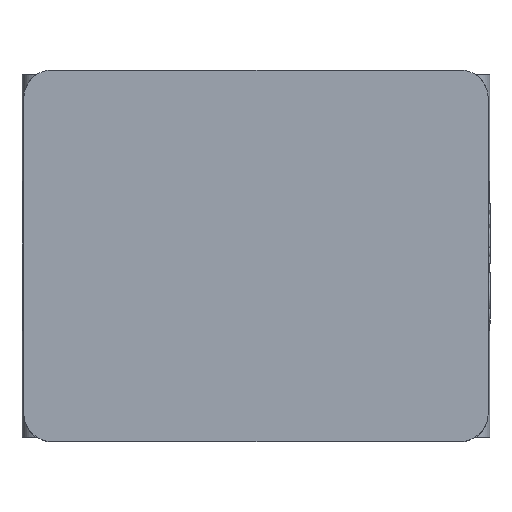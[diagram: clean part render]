
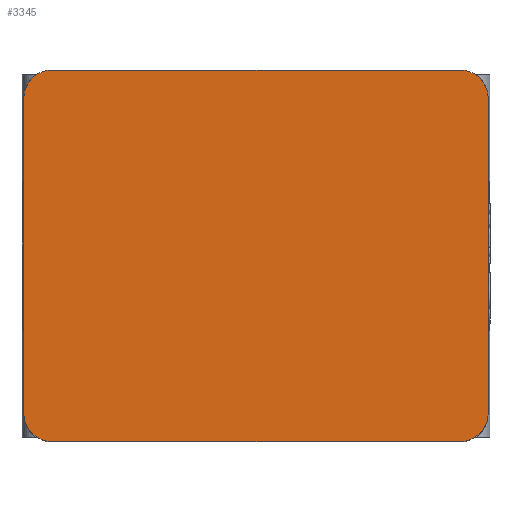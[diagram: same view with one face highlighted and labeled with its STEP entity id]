
A CAD part, top view. The second image highlights one B-rep face of the part: STEP entity #3345.
In plain terms, the highlighted planar face has unit normal (0, 0, 1).
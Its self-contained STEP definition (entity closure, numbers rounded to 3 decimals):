
#902 = CIRCLE ( 'NONE', #9520, 0.15 ) ;
#1224 = AXIS2_PLACEMENT_3D ( 'NONE', #4815, #9804, #14777 ) ;
#1292 = VERTEX_POINT ( 'NONE', #6686 ) ;
#1571 = FACE_OUTER_BOUND ( 'NONE', #12691, .T. ) ;
#1583 = DIRECTION ( 'NONE',  ( 1., 0., 0. ) ) ;
#1663 = PLANE ( 'NONE',  #7652 ) ;
#1814 = DIRECTION ( 'NONE',  ( 1., 0., 0. ) ) ;
#2251 = CARTESIAN_POINT ( 'NONE',  ( -1.25, 0.85, 1.2 ) ) ;
#2437 = CARTESIAN_POINT ( 'NONE',  ( 1.25, -0.85, 1.2 ) ) ;
#2855 = ORIENTED_EDGE ( 'NONE', *, *, #14620, .T. ) ;
#2948 = LINE ( 'NONE', #6616, #6194 ) ;
#3032 = ORIENTED_EDGE ( 'NONE', *, *, #11405, .T. ) ;
#3266 = DIRECTION ( 'NONE',  ( 0., 0., 1. ) ) ;
#3345 = ADVANCED_FACE ( 'NONE', ( #1571 ), #1663, .T. ) ;
#3698 = VECTOR ( 'NONE', #13847, 1000. ) ;
#3753 = VERTEX_POINT ( 'NONE', #2437 ) ;
#4020 = DIRECTION ( 'NONE',  ( 0., 1., 0. ) ) ;
#4339 = EDGE_CURVE ( 'NONE', #3753, #5707, #2948, .T. ) ;
#4607 = CARTESIAN_POINT ( 'NONE',  ( 1.1, -0.85, 1.2 ) ) ;
#4815 = CARTESIAN_POINT ( 'NONE',  ( 1.1, 0.85, 1.2 ) ) ;
#4879 = CARTESIAN_POINT ( 'NONE',  ( -1.1, 1., 1.2 ) ) ;
#5081 = VERTEX_POINT ( 'NONE', #6006 ) ;
#5118 = EDGE_CURVE ( 'NONE', #5707, #1292, #12438, .T. ) ;
#5269 = LINE ( 'NONE', #12702, #10264 ) ;
#5707 = VERTEX_POINT ( 'NONE', #9485 ) ;
#5764 = AXIS2_PLACEMENT_3D ( 'NONE', #4607, #11866, #8348 ) ;
#6006 = CARTESIAN_POINT ( 'NONE',  ( 1.1, -1., 1.2 ) ) ;
#6194 = VECTOR ( 'NONE', #4020, 1000. ) ;
#6340 = CARTESIAN_POINT ( 'NONE',  ( -1.25, -0.85, 1.2 ) ) ;
#6393 = VECTOR ( 'NONE', #12768, 1000. ) ;
#6410 = VERTEX_POINT ( 'NONE', #7076 ) ;
#6612 = DIRECTION ( 'NONE',  ( 0., 0., 1. ) ) ;
#6616 = CARTESIAN_POINT ( 'NONE',  ( 1.25, 0.85, 1.2 ) ) ;
#6686 = CARTESIAN_POINT ( 'NONE',  ( 1.1, 1., 1.2 ) ) ;
#6794 = DIRECTION ( 'NONE',  ( 1., 0., 0. ) ) ;
#7076 = CARTESIAN_POINT ( 'NONE',  ( -1.1, -1., 1.2 ) ) ;
#7612 = ORIENTED_EDGE ( 'NONE', *, *, #13696, .T. ) ;
#7652 = AXIS2_PLACEMENT_3D ( 'NONE', #7988, #6612, #1814 ) ;
#7749 = DIRECTION ( 'NONE',  ( 0., 0., 1. ) ) ;
#7988 = CARTESIAN_POINT ( 'NONE',  ( -1.1, -0.85, 1.2 ) ) ;
#8348 = DIRECTION ( 'NONE',  ( 1., 0., 0. ) ) ;
#8385 = EDGE_CURVE ( 'NONE', #1292, #9113, #14916, .T. ) ;
#8750 = ORIENTED_EDGE ( 'NONE', *, *, #4339, .T. ) ;
#8830 = EDGE_CURVE ( 'NONE', #9113, #15693, #11183, .T. ) ;
#8955 = ORIENTED_EDGE ( 'NONE', *, *, #5118, .T. ) ;
#9113 = VERTEX_POINT ( 'NONE', #4879 ) ;
#9186 = CARTESIAN_POINT ( 'NONE',  ( -1.1, -0.85, 1.2 ) ) ;
#9485 = CARTESIAN_POINT ( 'NONE',  ( 1.25, 0.85, 1.2 ) ) ;
#9520 = AXIS2_PLACEMENT_3D ( 'NONE', #9186, #7749, #1583 ) ;
#9691 = CIRCLE ( 'NONE', #5764, 0.15 ) ;
#9804 = DIRECTION ( 'NONE',  ( 0., 0., 1. ) ) ;
#9867 = CARTESIAN_POINT ( 'NONE',  ( -1.1, 1., 1.2 ) ) ;
#10264 = VECTOR ( 'NONE', #6794, 1000. ) ;
#10429 = EDGE_CURVE ( 'NONE', #5081, #3753, #9691, .T. ) ;
#11183 = CIRCLE ( 'NONE', #14601, 0.15 ) ;
#11357 = ORIENTED_EDGE ( 'NONE', *, *, #10429, .T. ) ;
#11405 = EDGE_CURVE ( 'NONE', #15693, #13034, #12599, .T. ) ;
#11563 = ORIENTED_EDGE ( 'NONE', *, *, #8830, .T. ) ;
#11693 = CARTESIAN_POINT ( 'NONE',  ( -1.25, 0.85, 1.2 ) ) ;
#11866 = DIRECTION ( 'NONE',  ( 0., 0., 1. ) ) ;
#12438 = CIRCLE ( 'NONE', #1224, 0.15 ) ;
#12599 = LINE ( 'NONE', #11693, #6393 ) ;
#12691 = EDGE_LOOP ( 'NONE', ( #2855, #7612, #11357, #8750, #8955, #14666, #11563, #3032 ) ) ;
#12702 = CARTESIAN_POINT ( 'NONE',  ( -1.1, -1., 1.2 ) ) ;
#12768 = DIRECTION ( 'NONE',  ( 0., -1., 0. ) ) ;
#13034 = VERTEX_POINT ( 'NONE', #6340 ) ;
#13696 = EDGE_CURVE ( 'NONE', #6410, #5081, #5269, .T. ) ;
#13847 = DIRECTION ( 'NONE',  ( -1., 0., 0. ) ) ;
#14601 = AXIS2_PLACEMENT_3D ( 'NONE', #14782, #3266, #15863 ) ;
#14620 = EDGE_CURVE ( 'NONE', #13034, #6410, #902, .T. ) ;
#14666 = ORIENTED_EDGE ( 'NONE', *, *, #8385, .T. ) ;
#14777 = DIRECTION ( 'NONE',  ( -1., 0., 0. ) ) ;
#14782 = CARTESIAN_POINT ( 'NONE',  ( -1.1, 0.85, 1.2 ) ) ;
#14916 = LINE ( 'NONE', #9867, #3698 ) ;
#15693 = VERTEX_POINT ( 'NONE', #2251 ) ;
#15863 = DIRECTION ( 'NONE',  ( 1., 0., 0. ) ) ;
